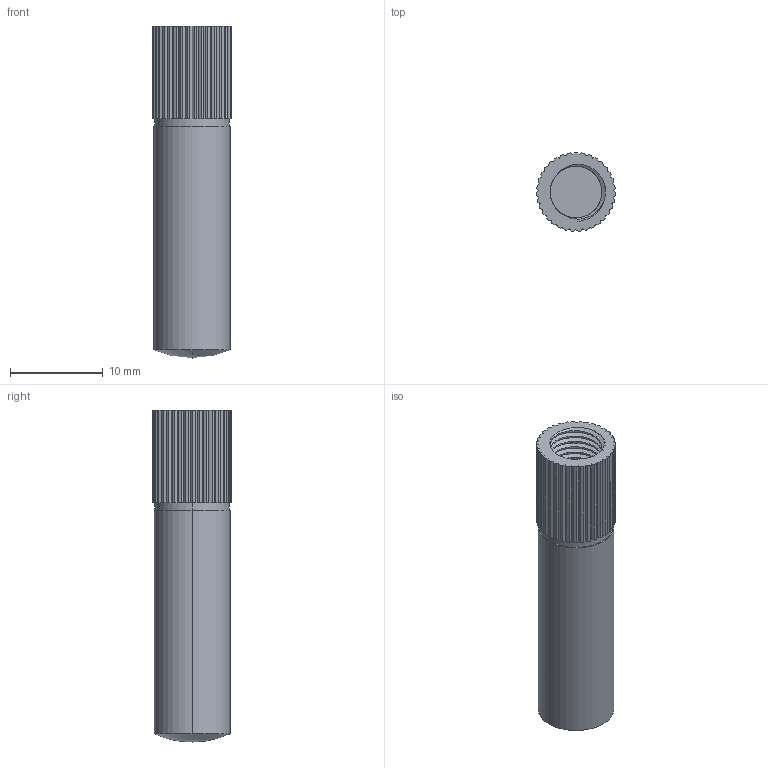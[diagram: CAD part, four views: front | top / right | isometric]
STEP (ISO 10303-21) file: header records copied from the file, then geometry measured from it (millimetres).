
FILE_DESCRIPTION (( 'STEP AP214' ), '1' );
FILE_NAME ('TU.63.2111_Web.STEP', '2024-06-14T00:54:02', ( '' ), ( '' ), 'SwSTEP 2.0', 'SolidWorks 2022', '' );
FILE_SCHEMA (( 'AUTOMOTIVE_DESIGN' ));
Length unit declared in the file: millimetre
Products named in the file (1): TU.63.2111_Web
Bounding box: 8.5 x 8.49 x 35.8 mm (x, y, z)
Volume: 1611 mm3; surface area: 1374.5 mm2
Topology: 1 solids, 1 shells, 147 faces, 429 edges, 285 vertices
Faces by surface type: plane 75, cylinder 67, bspline 3, sphere 2
Entity records: 6415 total; most frequent: CARTESIAN_POINT 2609, ORIENTED_EDGE 852, DIRECTION 738, EDGE_CURVE 426, VERTEX_POINT 284, VECTOR 278, LINE 278, AXIS2_PLACEMENT_3D 230
